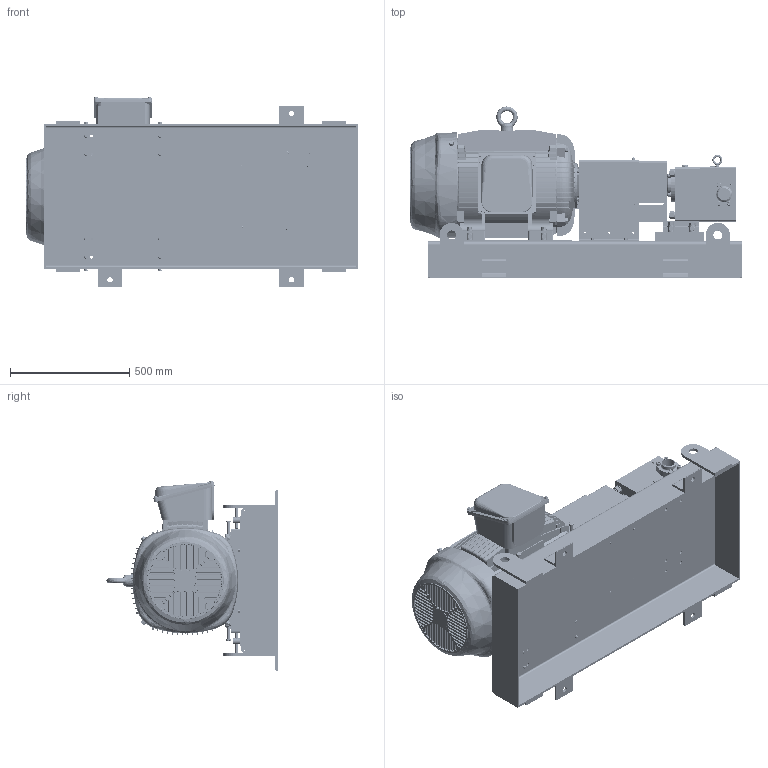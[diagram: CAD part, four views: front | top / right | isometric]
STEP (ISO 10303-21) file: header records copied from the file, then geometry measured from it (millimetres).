
FILE_DESCRIPTION (( 'STEP AP214' ), '1' );
FILE_NAME ('GPV-1415-035-U.STEP', '2019-10-10T15:01:25', ( '' ), ( '' ), 'SwSTEP 2.0', 'SolidWorks 2018', '' );
FILE_SCHEMA (( 'AUTOMOTIVE_DESIGN' ));
Length unit declared in the file: inch
Products named in the file (1): GPV-1415-035-U
Bounding box: 1394.35 x 718.35 x 801.13 mm (x, y, z)
Volume: 144650244 mm3; surface area: 8705488.3 mm2
Topology: 129 solids, 129 shells, 8152 faces, 20588 edges, 13028 vertices
Faces by surface type: plane 3960, cylinder 2182, cone 1201, bspline 688, torus 111, sphere 10
Entity records: 333408 total; most frequent: CARTESIAN_POINT 117637, ORIENTED_EDGE 41144, DIRECTION 37769, EDGE_CURVE 20572, AXIS2_PLACEMENT_3D 13361, VERTEX_POINT 13028, LINE 11047, VECTOR 11047
